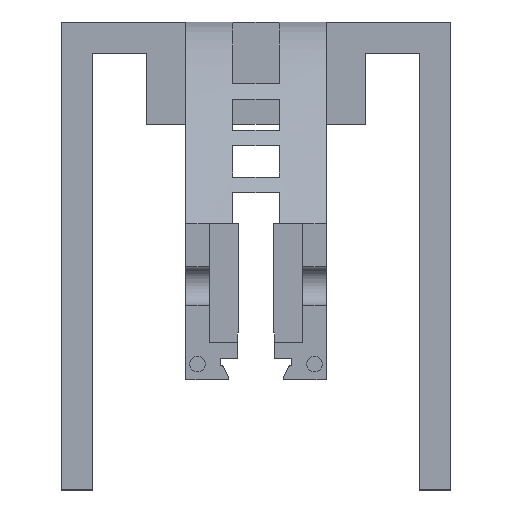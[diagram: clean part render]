
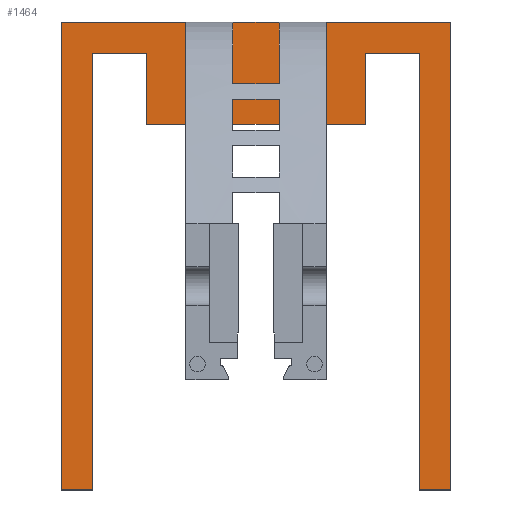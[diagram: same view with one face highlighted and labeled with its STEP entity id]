
A CAD part, top view. The second image highlights one B-rep face of the part: STEP entity #1464.
In plain terms, the highlighted planar face has unit normal (0, 0, 1).
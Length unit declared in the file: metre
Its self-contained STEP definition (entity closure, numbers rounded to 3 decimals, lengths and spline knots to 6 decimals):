
#138=ORIENTED_EDGE('',*,*,#568,.T.);
#139=ORIENTED_EDGE('',*,*,#569,.T.);
#140=ORIENTED_EDGE('',*,*,#570,.F.);
#141=ORIENTED_EDGE('',*,*,#571,.F.);
#142=ORIENTED_EDGE('',*,*,#572,.T.);
#143=ORIENTED_EDGE('',*,*,#573,.T.);
#144=ORIENTED_EDGE('',*,*,#574,.T.);
#145=ORIENTED_EDGE('',*,*,#575,.T.);
#146=ORIENTED_EDGE('',*,*,#576,.T.);
#147=ORIENTED_EDGE('',*,*,#577,.F.);
#148=ORIENTED_EDGE('',*,*,#578,.T.);
#149=ORIENTED_EDGE('',*,*,#579,.F.);
#150=ORIENTED_EDGE('',*,*,#580,.T.);
#151=ORIENTED_EDGE('',*,*,#581,.T.);
#152=ORIENTED_EDGE('',*,*,#582,.F.);
#153=ORIENTED_EDGE('',*,*,#583,.F.);
#154=ORIENTED_EDGE('',*,*,#584,.T.);
#155=ORIENTED_EDGE('',*,*,#550,.T.);
#156=ORIENTED_EDGE('',*,*,#585,.F.);
#157=ORIENTED_EDGE('',*,*,#557,.F.);
#550=EDGE_CURVE('',#765,#764,#899,.T.);
#557=EDGE_CURVE('',#771,#767,#901,.T.);
#568=EDGE_CURVE('',#771,#780,#912,.T.);
#569=EDGE_CURVE('',#780,#781,#913,.T.);
#570=EDGE_CURVE('',#782,#781,#914,.T.);
#571=EDGE_CURVE('',#783,#782,#915,.T.);
#572=EDGE_CURVE('',#783,#784,#916,.T.);
#573=EDGE_CURVE('',#784,#785,#917,.T.);
#574=EDGE_CURVE('',#785,#786,#918,.T.);
#575=EDGE_CURVE('',#786,#787,#919,.T.);
#576=EDGE_CURVE('',#787,#788,#920,.T.);
#577=EDGE_CURVE('',#789,#788,#921,.T.);
#578=EDGE_CURVE('',#789,#790,#922,.T.);
#579=EDGE_CURVE('',#791,#790,#923,.T.);
#580=EDGE_CURVE('',#791,#792,#924,.T.);
#581=EDGE_CURVE('',#792,#793,#925,.T.);
#582=EDGE_CURVE('',#794,#793,#926,.T.);
#583=EDGE_CURVE('',#795,#794,#927,.T.);
#584=EDGE_CURVE('',#795,#765,#928,.T.);
#585=EDGE_CURVE('',#767,#764,#929,.T.);
#764=VERTEX_POINT('',#2135);
#765=VERTEX_POINT('',#2137);
#767=VERTEX_POINT('',#2147);
#771=VERTEX_POINT('',#2156);
#780=VERTEX_POINT('',#2180);
#781=VERTEX_POINT('',#2182);
#782=VERTEX_POINT('',#2184);
#783=VERTEX_POINT('',#2186);
#784=VERTEX_POINT('',#2188);
#785=VERTEX_POINT('',#2190);
#786=VERTEX_POINT('',#2192);
#787=VERTEX_POINT('',#2194);
#788=VERTEX_POINT('',#2196);
#789=VERTEX_POINT('',#2198);
#790=VERTEX_POINT('',#2200);
#791=VERTEX_POINT('',#2202);
#792=VERTEX_POINT('',#2204);
#793=VERTEX_POINT('',#2206);
#794=VERTEX_POINT('',#2208);
#795=VERTEX_POINT('',#2210);
#899=LINE('',#2136,#1073);
#901=LINE('',#2157,#1075);
#912=LINE('',#2179,#1086);
#913=LINE('',#2181,#1087);
#914=LINE('',#2183,#1088);
#915=LINE('',#2185,#1089);
#916=LINE('',#2187,#1090);
#917=LINE('',#2189,#1091);
#918=LINE('',#2191,#1092);
#919=LINE('',#2193,#1093);
#920=LINE('',#2195,#1094);
#921=LINE('',#2197,#1095);
#922=LINE('',#2199,#1096);
#923=LINE('',#2201,#1097);
#924=LINE('',#2203,#1098);
#925=LINE('',#2205,#1099);
#926=LINE('',#2207,#1100);
#927=LINE('',#2209,#1101);
#928=LINE('',#2211,#1102);
#929=LINE('',#2212,#1103);
#1073=VECTOR('',#1704,1.);
#1075=VECTOR('',#1712,1.);
#1086=VECTOR('',#1729,1.);
#1087=VECTOR('',#1730,1.);
#1088=VECTOR('',#1731,1.);
#1089=VECTOR('',#1732,1.);
#1090=VECTOR('',#1733,1.);
#1091=VECTOR('',#1734,1.);
#1092=VECTOR('',#1735,1.);
#1093=VECTOR('',#1736,1.);
#1094=VECTOR('',#1737,1.);
#1095=VECTOR('',#1738,1.);
#1096=VECTOR('',#1739,1.);
#1097=VECTOR('',#1740,1.);
#1098=VECTOR('',#1741,1.);
#1099=VECTOR('',#1742,1.);
#1100=VECTOR('',#1743,1.);
#1101=VECTOR('',#1744,1.);
#1102=VECTOR('',#1745,1.);
#1103=VECTOR('',#1746,1.);
#1226=EDGE_LOOP('',(#138,#139,#140,#141,#142,#143,#144,#145,#146,#147,#148,
#149,#150,#151,#152,#153,#154,#155,#156,#157));
#1312=FACE_BOUND('',#1226,.T.);
#1398=PLANE('',#1561);
#1464=ADVANCED_FACE('',(#1312),#1398,.T.);
#1561=AXIS2_PLACEMENT_3D('',#2178,#1727,#1728);
#1704=DIRECTION('',(0.,1.,0.));
#1712=DIRECTION('',(0.,1.,0.));
#1727=DIRECTION('',(0.,0.,1.));
#1728=DIRECTION('',(1.,0.,0.));
#1729=DIRECTION('',(-1.,0.,0.));
#1730=DIRECTION('',(0.,1.,0.));
#1731=DIRECTION('',(1.,0.,0.));
#1732=DIRECTION('',(0.,1.,0.));
#1733=DIRECTION('',(1.,0.,0.));
#1734=DIRECTION('',(0.,1.,0.));
#1735=DIRECTION('',(1.,0.,0.));
#1736=DIRECTION('',(0.,-1.,0.));
#1737=DIRECTION('',(1.,0.,0.));
#1738=DIRECTION('',(0.,-1.,0.));
#1739=DIRECTION('',(1.,0.,0.));
#1740=DIRECTION('',(0.,1.,0.));
#1741=DIRECTION('',(1.,0.,0.));
#1742=DIRECTION('',(0.,1.,0.));
#1743=DIRECTION('',(1.,0.,0.));
#1744=DIRECTION('',(0.,1.,0.));
#1745=DIRECTION('',(-1.,0.,0.));
#1746=DIRECTION('',(1.,0.,0.));
#2135=CARTESIAN_POINT('',(0.07,0.15,0.01));
#2136=CARTESIAN_POINT('',(0.07,0.075,0.01));
#2137=CARTESIAN_POINT('',(0.07,0.119602,0.01));
#2147=CARTESIAN_POINT('',(0.055,0.15,0.01));
#2156=CARTESIAN_POINT('',(0.055,0.119602,0.01));
#2157=CARTESIAN_POINT('',(0.055,0.075,0.01));
#2178=CARTESIAN_POINT('',(0.0625,0.075,0.01));
#2179=CARTESIAN_POINT('',(0.04,0.119602,0.01));
#2180=CARTESIAN_POINT('',(0.04,0.119602,0.01));
#2181=CARTESIAN_POINT('',(0.04,0.075,0.01));
#2182=CARTESIAN_POINT('',(0.04,0.15,0.01));
#2183=CARTESIAN_POINT('',(0.0625,0.15,0.01));
#2184=CARTESIAN_POINT('',(0.,0.15,0.01));
#2185=CARTESIAN_POINT('',(0.,0.075,0.01));
#2186=CARTESIAN_POINT('',(0.,0.,0.01));
#2187=CARTESIAN_POINT('',(0.005,0.,0.01));
#2188=CARTESIAN_POINT('',(0.01,0.,0.01));
#2189=CARTESIAN_POINT('',(0.01,0.07,0.01));
#2190=CARTESIAN_POINT('',(0.01,0.14,0.01));
#2191=CARTESIAN_POINT('',(0.01875,0.14,0.01));
#2192=CARTESIAN_POINT('',(0.0275,0.14,0.01));
#2193=CARTESIAN_POINT('',(0.0275,0.128594,0.01));
#2194=CARTESIAN_POINT('',(0.0275,0.117188,0.01));
#2195=CARTESIAN_POINT('',(0.0625,0.117188,0.01));
#2196=CARTESIAN_POINT('',(0.0975,0.117188,0.01));
#2197=CARTESIAN_POINT('',(0.0975,0.128594,0.01));
#2198=CARTESIAN_POINT('',(0.0975,0.14,0.01));
#2199=CARTESIAN_POINT('',(0.10625,0.14,0.01));
#2200=CARTESIAN_POINT('',(0.115,0.14,0.01));
#2201=CARTESIAN_POINT('',(0.115,0.07,0.01));
#2202=CARTESIAN_POINT('',(0.115,0.,0.01));
#2203=CARTESIAN_POINT('',(0.12,0.,0.01));
#2204=CARTESIAN_POINT('',(0.125,0.,0.01));
#2205=CARTESIAN_POINT('',(0.125,0.075,0.01));
#2206=CARTESIAN_POINT('',(0.125,0.15,0.01));
#2207=CARTESIAN_POINT('',(0.0625,0.15,0.01));
#2208=CARTESIAN_POINT('',(0.085,0.15,0.01));
#2209=CARTESIAN_POINT('',(0.085,0.075,0.01));
#2210=CARTESIAN_POINT('',(0.085,0.119602,0.01));
#2211=CARTESIAN_POINT('',(0.07,0.119602,0.01));
#2212=CARTESIAN_POINT('',(0.0625,0.15,0.01));
